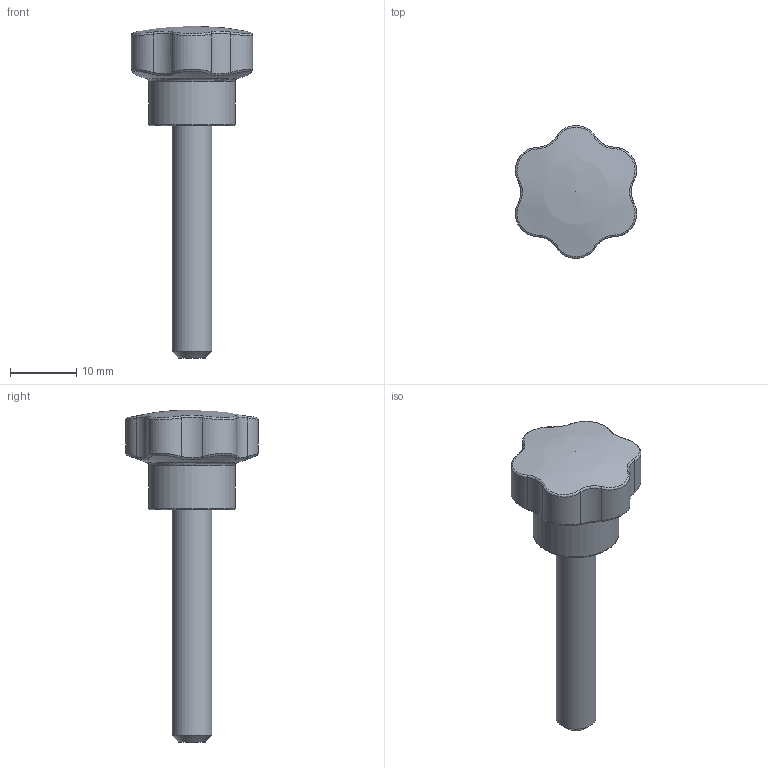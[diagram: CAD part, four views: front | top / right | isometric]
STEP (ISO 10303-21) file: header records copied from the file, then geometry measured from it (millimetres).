
FILE_DESCRIPTION( ( 'Unknown' ), '1' );
FILE_NAME( '6112060_VP20_M06X35.stp', 'Unknown', ( 'Unknown' ), ( 'Unknown' ), 'PSStep 11.0', 'Unknown', ' ' );
FILE_SCHEMA( ( 'AUTOMOTIVE_DESIGN { 1 0 10303 214 1 1 1 1 }' ) );
Length unit declared in the file: millimetre
Products named in the file (1): 6112060
Bounding box: 18.26 x 20 x 50 mm (x, y, z)
Volume: 3783.9 mm3; surface area: 2161.3 mm2
Topology: 1 solids, 2 shells, 54 faces, 122 edges, 72 vertices
Faces by surface type: bspline 25, cylinder 15, plane 10, torus 2, cone 1, sphere 1
Full cylindrical faces by diameter (mm): 6 x1, 11.55 x1, 13 x1
Entity records: 4995 total; most frequent: CARTESIAN_POINT 3592, ORIENTED_EDGE 222, DIRECTION 132, EDGE_CURVE 111, VERTEX_POINT 69, EDGE_LOOP 64, FACE_OUTER_BOUND 60, B_SPLINE_CURVE_WITH_KNOTS 60
